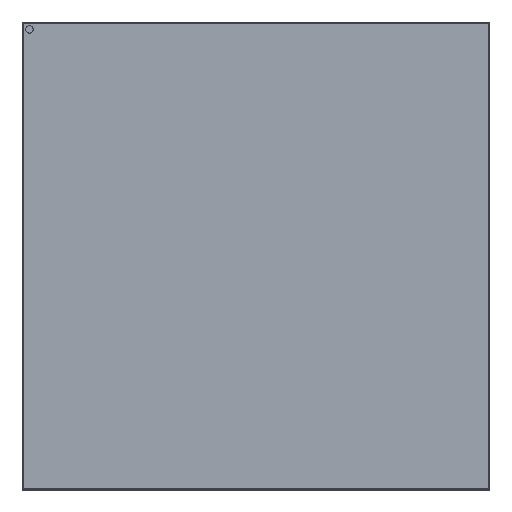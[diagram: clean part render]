
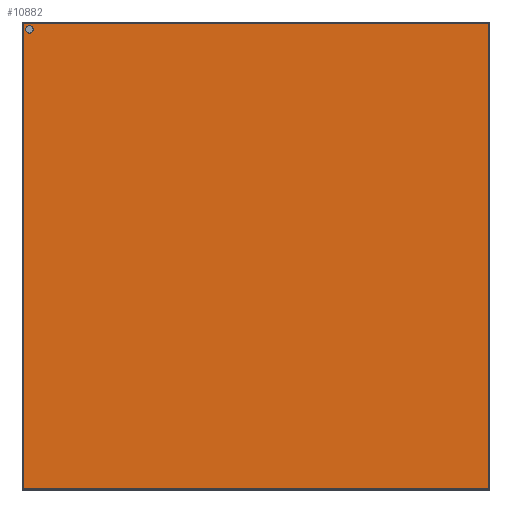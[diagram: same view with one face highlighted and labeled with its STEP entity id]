
A CAD part, top view. The second image highlights one B-rep face of the part: STEP entity #10882.
In plain terms, the highlighted planar face has unit normal (0, 0, 1).
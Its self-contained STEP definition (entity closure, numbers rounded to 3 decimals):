
#499=FACE_BOUND('',#2038,.T.);
#507=PLANE('',#12836);
#529=LINE('',#20207,#554);
#530=LINE('',#20209,#555);
#531=LINE('',#20211,#556);
#532=LINE('',#20212,#557);
#554=VECTOR('',#16756,1.);
#555=VECTOR('',#16757,1.);
#556=VECTOR('',#16758,1.);
#557=VECTOR('',#16759,1.);
#1055=FACE_OUTER_BOUND('',#2037,.T.);
#2037=EDGE_LOOP('',(#9388,#9389,#9390,#9391));
#2038=EDGE_LOOP('',(#9392));
#3495=CIRCLE('',#12826,0.15);
#4950=VERTEX_POINT('',#20162);
#4965=VERTEX_POINT('',#20205);
#4966=VERTEX_POINT('',#20206);
#4967=VERTEX_POINT('',#20208);
#4968=VERTEX_POINT('',#20210);
#6421=EDGE_CURVE('',#4950,#4950,#3495,.T.);
#6441=EDGE_CURVE('',#4965,#4966,#529,.T.);
#6442=EDGE_CURVE('',#4966,#4967,#530,.T.);
#6443=EDGE_CURVE('',#4967,#4968,#531,.T.);
#6444=EDGE_CURVE('',#4968,#4965,#532,.T.);
#9388=ORIENTED_EDGE('',*,*,#6441,.T.);
#9389=ORIENTED_EDGE('',*,*,#6442,.T.);
#9390=ORIENTED_EDGE('',*,*,#6443,.T.);
#9391=ORIENTED_EDGE('',*,*,#6444,.T.);
#9392=ORIENTED_EDGE('',*,*,#6421,.T.);
#10882=ADVANCED_FACE('',(#1055,#499),#507,.F.);
#12826=AXIS2_PLACEMENT_3D('',#20163,#16717,#16718);
#12836=AXIS2_PLACEMENT_3D('',#20204,#16754,#16755);
#16717=DIRECTION('center_axis',(0.,0.,-1.));
#16718=DIRECTION('ref_axis',(1.,0.,0.));
#16754=DIRECTION('center_axis',(0.,0.,-1.));
#16755=DIRECTION('ref_axis',(1.,0.,0.));
#16756=DIRECTION('',(0.,1.,0.));
#16757=DIRECTION('',(-1.,0.,0.));
#16758=DIRECTION('',(0.,-1.,0.));
#16759=DIRECTION('',(1.,0.,0.));
#20162=CARTESIAN_POINT('',(-9.35,9.2,1.7));
#20163=CARTESIAN_POINT('Origin',(-9.2,9.2,1.7));
#20204=CARTESIAN_POINT('Origin',(0.,0.,1.7));
#20205=CARTESIAN_POINT('',(9.45,-9.45,1.7));
#20206=CARTESIAN_POINT('',(9.45,9.45,1.7));
#20207=CARTESIAN_POINT('',(9.45,0.,1.7));
#20208=CARTESIAN_POINT('',(-9.45,9.45,1.7));
#20209=CARTESIAN_POINT('',(0.,9.45,1.7));
#20210=CARTESIAN_POINT('',(-9.45,-9.45,1.7));
#20211=CARTESIAN_POINT('',(-9.45,0.,1.7));
#20212=CARTESIAN_POINT('',(0.,-9.45,1.7));
